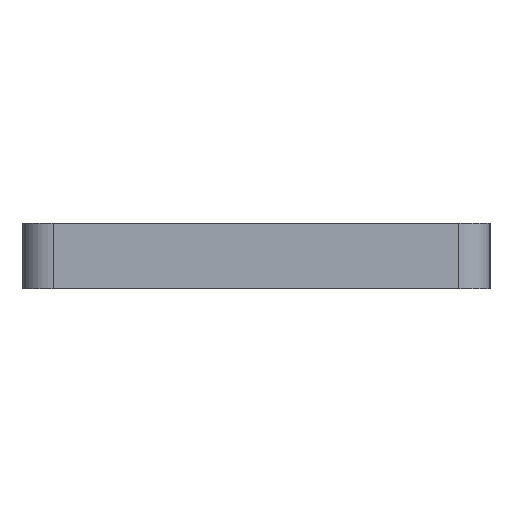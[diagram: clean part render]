
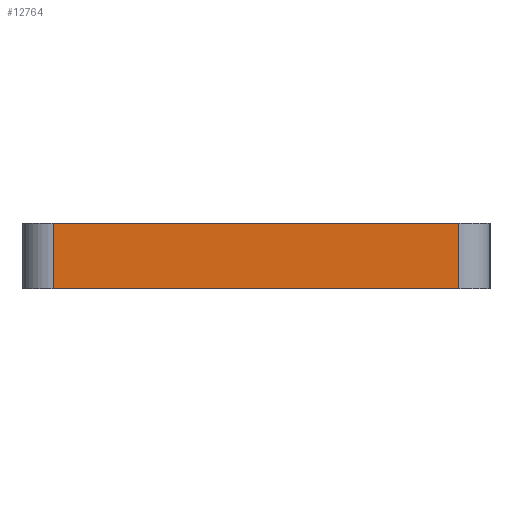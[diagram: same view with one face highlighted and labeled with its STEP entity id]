
A CAD part, left-side view. The second image highlights one B-rep face of the part: STEP entity #12764.
In plain terms, the highlighted planar face has unit normal (-1, 0, 0).
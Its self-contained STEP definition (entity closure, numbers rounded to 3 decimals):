
#826=FACE_OUTER_BOUND('',#1548,.T.);
#1548=EDGE_LOOP('',(#9868,#9869,#9870,#9871));
#2735=LINE('',#19181,#4355);
#2736=LINE('',#19184,#4356);
#2737=LINE('',#19186,#4357);
#2738=LINE('',#19187,#4358);
#4355=VECTOR('',#15628,10.);
#4356=VECTOR('',#15631,10.);
#4357=VECTOR('',#15632,10.);
#4358=VECTOR('',#15633,10.);
#5792=VERTEX_POINT('',#19177);
#5793=VERTEX_POINT('',#19179);
#5794=VERTEX_POINT('',#19183);
#5795=VERTEX_POINT('',#19185);
#7277=EDGE_CURVE('',#5792,#5793,#2735,.T.);
#7278=EDGE_CURVE('',#5794,#5792,#2736,.T.);
#7279=EDGE_CURVE('',#5795,#5793,#2737,.T.);
#7280=EDGE_CURVE('',#5794,#5795,#2738,.T.);
#9868=ORIENTED_EDGE('',*,*,#7278,.T.);
#9869=ORIENTED_EDGE('',*,*,#7277,.T.);
#9870=ORIENTED_EDGE('',*,*,#7279,.F.);
#9871=ORIENTED_EDGE('',*,*,#7280,.F.);
#12166=PLANE('',#13614);
#12764=ADVANCED_FACE('',(#826),#12166,.T.);
#13614=AXIS2_PLACEMENT_3D('',#19182,#15629,#15630);
#15628=DIRECTION('',(0.,0.,-1.));
#15629=DIRECTION('center_axis',(-1.,0.,0.));
#15630=DIRECTION('ref_axis',(0.,1.,0.));
#15631=DIRECTION('',(0.,1.,0.));
#15632=DIRECTION('',(0.,1.,0.));
#15633=DIRECTION('',(0.,0.,-1.));
#19177=CARTESIAN_POINT('',(-110.879,154.2,0.));
#19179=CARTESIAN_POINT('',(-110.879,154.2,-10.6));
#19181=CARTESIAN_POINT('',(-110.879,154.2,0.));
#19182=CARTESIAN_POINT('Origin',(-110.879,89.,0.));
#19183=CARTESIAN_POINT('',(-110.879,89.,0.));
#19184=CARTESIAN_POINT('',(-110.879,89.,0.));
#19185=CARTESIAN_POINT('',(-110.879,89.,-10.6));
#19186=CARTESIAN_POINT('',(-110.879,89.,-10.6));
#19187=CARTESIAN_POINT('',(-110.879,89.,0.));
